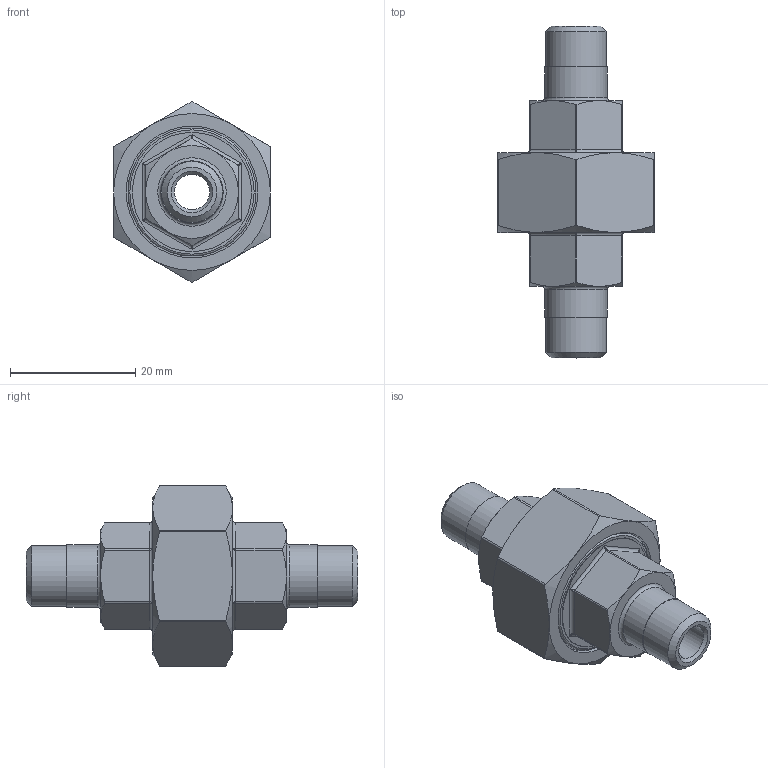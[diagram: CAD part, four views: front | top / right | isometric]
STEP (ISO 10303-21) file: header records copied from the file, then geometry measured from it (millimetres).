
FILE_DESCRIPTION(/* description */ (''),/* implementation_level */ '2;1');
FILE_NAME(/* name */ 'TB28381560Aschl.stp',/* time_stamp */ '2018-01-31T09:07:17+01:00',/* author */ ('hochmair'),/* organization */ ('DACAPO Stainless'),/* preprocessor_version */ 'ST-DEVELOPER v16.13',/* originating_system */ 'Autodesk Inventor 2018',/* authorisation */ '');
FILE_SCHEMA (('AUTOMOTIVE_DESIGN { 1 0 10303 214 3 1 1 }'));
Length unit declared in the file: millimetre
Products named in the file (1): Bauteil1
Bounding box: 25 x 52.9 x 28.77 mm (x, y, z)
Volume: 9337.1 mm3; surface area: 4926.5 mm2
Topology: 1 solids, 1 shells, 117 faces, 261 edges, 144 vertices
Faces by surface type: cylinder 40, cone 32, plane 30, bspline 12, torus 3
Full cylindrical faces by diameter (mm): 5.6 x2, 9.6 x1, 9.728 x2, 9.928 x2, 19 x1, 20.4 x1, 21 x1
Entity records: 3269 total; most frequent: CARTESIAN_POINT 970, DIRECTION 476, ORIENTED_EDGE 444, EDGE_CURVE 222, AXIS2_PLACEMENT_3D 208, EDGE_LOOP 150, VERTEX_POINT 138, FACE_OUTER_BOUND 117
